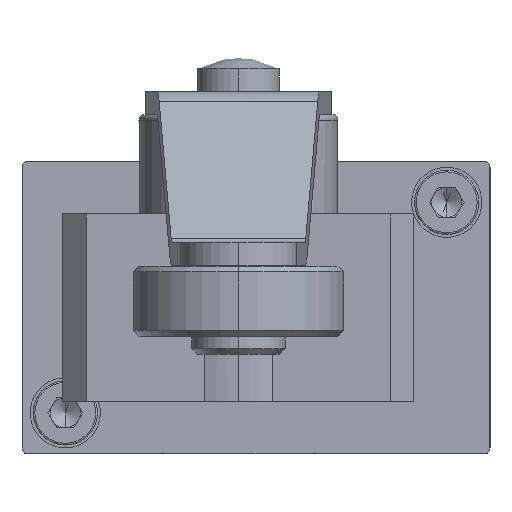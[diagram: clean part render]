
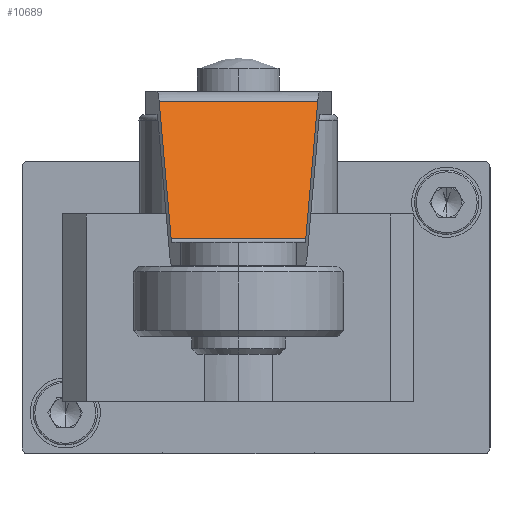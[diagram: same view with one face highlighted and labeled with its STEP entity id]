
A CAD part, left-side view. The second image highlights one B-rep face of the part: STEP entity #10689.
In plain terms, the highlighted planar face has unit normal (-0.707, 0, 0.707).
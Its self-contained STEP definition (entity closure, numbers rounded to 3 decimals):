
#29 = VECTOR ( 'NONE', #4312, 1000. ) ;
#208 = ORIENTED_EDGE ( 'NONE', *, *, #3110, .F. ) ;
#657 = PLANE ( 'NONE',  #8699 ) ;
#714 = LINE ( 'NONE', #11377, #1269 ) ;
#1269 = VECTOR ( 'NONE', #7583, 1000. ) ;
#1378 = ORIENTED_EDGE ( 'NONE', *, *, #9209, .T. ) ;
#3110 = EDGE_CURVE ( 'NONE', #5069, #4480, #5539, .T. ) ;
#4312 = DIRECTION ( 'NONE',  ( 0.706, 0.062, 0.706 ) ) ;
#4362 = DIRECTION ( 'NONE',  ( 0., -1., 0. ) ) ;
#4462 = ORIENTED_EDGE ( 'NONE', *, *, #5149, .T. ) ;
#4480 = VERTEX_POINT ( 'NONE', #9412 ) ;
#4817 = LINE ( 'NONE', #11709, #29 ) ;
#4877 = CARTESIAN_POINT ( 'NONE',  ( -79.007, 27.252, 18.393 ) ) ;
#5069 = VERTEX_POINT ( 'NONE', #9471 ) ;
#5122 = EDGE_LOOP ( 'NONE', ( #1378, #208, #4462, #6452 ) ) ;
#5130 = VECTOR ( 'NONE', #7403, 1000. ) ;
#5149 = EDGE_CURVE ( 'NONE', #5069, #10360, #714, .T. ) ;
#5198 = CARTESIAN_POINT ( 'NONE',  ( -79.007, 21.5, 18.393 ) ) ;
#5539 = LINE ( 'NONE', #10650, #5130 ) ;
#5944 = DIRECTION ( 'NONE',  ( -0.707, 0., 0.707 ) ) ;
#6237 = CARTESIAN_POINT ( 'NONE',  ( -67.279, 28.275, 30.121 ) ) ;
#6452 = ORIENTED_EDGE ( 'NONE', *, *, #7563, .F. ) ;
#7403 = DIRECTION ( 'NONE',  ( -0.706, 0.062, -0.706 ) ) ;
#7563 = EDGE_CURVE ( 'NONE', #11068, #10360, #4817, .T. ) ;
#7583 = DIRECTION ( 'NONE',  ( 0., 1., 0. ) ) ;
#7722 = DIRECTION ( 'NONE',  ( 0., 1., 0. ) ) ;
#8297 = FACE_OUTER_BOUND ( 'NONE', #5122, .T. ) ;
#8699 = AXIS2_PLACEMENT_3D ( 'NONE', #10463, #5944, #7722 ) ;
#8757 = VECTOR ( 'NONE', #4362, 1000. ) ;
#9209 = EDGE_CURVE ( 'NONE', #11068, #4480, #9339, .T. ) ;
#9339 = LINE ( 'NONE', #5198, #8757 ) ;
#9412 = CARTESIAN_POINT ( 'NONE',  ( -79.007, 15.748, 18.393 ) ) ;
#9471 = CARTESIAN_POINT ( 'NONE',  ( -67.279, 14.725, 30.121 ) ) ;
#10360 = VERTEX_POINT ( 'NONE', #6237 ) ;
#10463 = CARTESIAN_POINT ( 'NONE',  ( -67.279, 14.725, 30.121 ) ) ;
#10650 = CARTESIAN_POINT ( 'NONE',  ( -67.279, 14.725, 30.121 ) ) ;
#10689 = ADVANCED_FACE ( 'NONE', ( #8297 ), #657, .T. ) ;
#11068 = VERTEX_POINT ( 'NONE', #4877 ) ;
#11377 = CARTESIAN_POINT ( 'NONE',  ( -67.279, 21.5, 30.121 ) ) ;
#11709 = CARTESIAN_POINT ( 'NONE',  ( -79.007, 27.252, 18.393 ) ) ;
